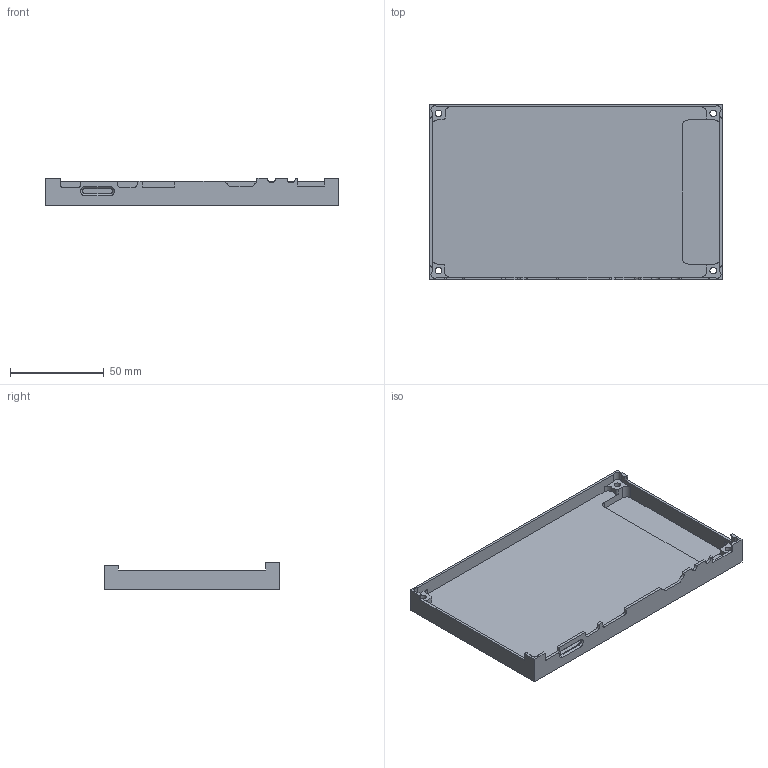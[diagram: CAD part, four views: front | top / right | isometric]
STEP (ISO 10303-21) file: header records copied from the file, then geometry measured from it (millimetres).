
FILE_DESCRIPTION(/* description */ (''),/* implementation_level */ '2;1');
FILE_NAME(/* name */ 'bottom_08_11.step',/* time_stamp */ '2022-11-09T09:53:46+01:00',/* author */ (''),/* organization */ (''),/* preprocessor_version */ 'ST-DEVELOPER v19.2',/* originating_system */ 'Autodesk Translation Framework v11.17.0.187',/* authorisation */ '');
FILE_SCHEMA (('AUTOMOTIVE_DESIGN { 1 0 10303 214 3 1 1 }'));
Length unit declared in the file: millimetre
Products named in the file (1): bottom
Bounding box: 156.89 x 94 x 14.77 mm (x, y, z)
Volume: 79720.8 mm3; surface area: 39878.3 mm2
Topology: 1 solids, 1 shells, 122 faces, 340 edges, 224 vertices
Faces by surface type: plane 67, cylinder 51, cone 4
Full cylindrical faces by diameter (mm): 3.6 x4, 6.3 x4
Entity records: 3986 total; most frequent: DIRECTION 692, CARTESIAN_POINT 687, ORIENTED_EDGE 680, EDGE_CURVE 340, LINE 234, VECTOR 234, AXIS2_PLACEMENT_3D 229, VERTEX_POINT 224
